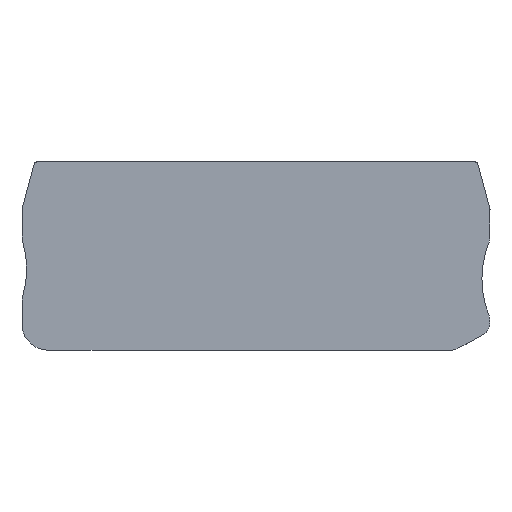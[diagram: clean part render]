
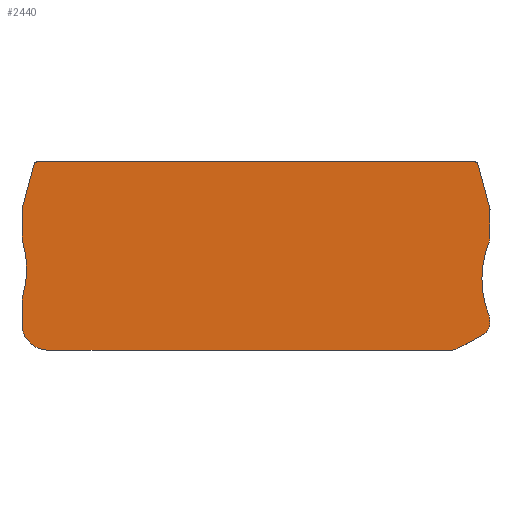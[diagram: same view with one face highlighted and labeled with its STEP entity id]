
A CAD part, top view. The second image highlights one B-rep face of the part: STEP entity #2440.
In plain terms, the highlighted planar face has unit normal (0, 0, 1).
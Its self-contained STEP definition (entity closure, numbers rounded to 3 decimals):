
#60=CARTESIAN_POINT('',(-30.168,-34.2,55.37));
#70=DIRECTION('',(0.,0.,1.));
#80=DIRECTION('',(1.,0.,0.));
#90=AXIS2_PLACEMENT_3D('',#60,#70,#80);
#100=CIRCLE('',#90,4.);
#110=CARTESIAN_POINT('',(-34.168,-34.2,55.37));
#120=VERTEX_POINT('',#110);
#130=CARTESIAN_POINT('',(-30.168,-38.2,55.37));
#140=VERTEX_POINT('',#130);
#150=EDGE_CURVE('',#120,#140,#100,.T.);
#500=CARTESIAN_POINT('',(-4.681,-22.352,55.37));
#510=DIRECTION('',(0.,0.,-1.));
#520=DIRECTION('',(-1.,0.,0.));
#530=AXIS2_PLACEMENT_3D('',#500,#510,#520);
#540=PLANE('',#530);
#550=CARTESIAN_POINT('',(36.87,-12.13,55.37));
#560=DIRECTION('',(-0.259,0.966,0.));
#570=VECTOR('',#560,1.);
#580=LINE('',#550,#570);
#590=CARTESIAN_POINT('',(38.015,-16.402,55.37));
#600=VERTEX_POINT('',#590);
#610=CARTESIAN_POINT('',(36.171,-9.521,55.37));
#620=VERTEX_POINT('',#610);
#630=EDGE_CURVE('',#600,#620,#580,.T.);
#640=ORIENTED_EDGE('',*,*,#630,.T.);
#650=CARTESIAN_POINT('',(37.532,-16.531,55.37));
#660=DIRECTION('',(0.,0.,-1.));
#670=DIRECTION('',(-1.,0.,0.));
#680=AXIS2_PLACEMENT_3D('',#650,#660,#670);
#690=CIRCLE('',#680,0.5);
#700=CARTESIAN_POINT('',(38.032,-16.531,55.37));
#710=VERTEX_POINT('',#700);
#720=EDGE_CURVE('',#600,#710,#690,.T.);
#730=ORIENTED_EDGE('',*,*,#720,.F.);
#740=CARTESIAN_POINT('',(38.032,-12.13,55.37));
#750=DIRECTION('',(0.,1.,0.));
#760=VECTOR('',#750,1.);
#770=LINE('',#740,#760);
#780=CARTESIAN_POINT('',(38.032,-20.796,55.37));
#790=VERTEX_POINT('',#780);
#800=EDGE_CURVE('',#790,#710,#770,.T.);
#810=ORIENTED_EDGE('',*,*,#800,.T.);
#820=CARTESIAN_POINT('',(36.032,-20.796,55.37));
#830=DIRECTION('',(0.,0.,1.));
#840=DIRECTION('',(1.,0.,0.));
#850=AXIS2_PLACEMENT_3D('',#820,#830,#840);
#860=CIRCLE('',#850,2.);
#870=CARTESIAN_POINT('',(37.885,-21.55,55.37));
#880=VERTEX_POINT('',#870);
#890=EDGE_CURVE('',#880,#790,#860,.T.);
#900=ORIENTED_EDGE('',*,*,#890,.T.);
#910=CARTESIAN_POINT('',(51.78,-27.2,55.37));
#920=DIRECTION('',(0.,0.,1.));
#930=DIRECTION('',(1.,0.,0.));
#940=AXIS2_PLACEMENT_3D('',#910,#920,#930);
#950=CIRCLE('',#940,15.);
#960=CARTESIAN_POINT('',(36.78,-27.2,55.37));
#970=VERTEX_POINT('',#960);
#980=EDGE_CURVE('',#880,#970,#950,.T.);
#990=ORIENTED_EDGE('',*,*,#980,.F.);
#1000=CARTESIAN_POINT('',(37.885,-32.85,55.37));
#1010=VERTEX_POINT('',#1000);
#1020=EDGE_CURVE('',#970,#1010,#950,.T.);
#1030=ORIENTED_EDGE('',*,*,#1020,.F.);
#1040=CARTESIAN_POINT('',(36.032,-33.604,55.37));
#1050=DIRECTION('',(0.,0.,1.));
#1060=DIRECTION('',(1.,0.,0.));
#1070=AXIS2_PLACEMENT_3D('',#1040,#1050,#1060);
#1080=CIRCLE('',#1070,2.);
#1090=CARTESIAN_POINT('',(38.032,-33.604,55.37));
#1100=VERTEX_POINT('',#1090);
#1110=EDGE_CURVE('',#1100,#1010,#1080,.T.);
#1120=ORIENTED_EDGE('',*,*,#1110,.T.);
#1130=CARTESIAN_POINT('',(38.032,-12.13,55.37));
#1140=DIRECTION('',(0.,1.,0.));
#1150=VECTOR('',#1140,1.);
#1160=LINE('',#1130,#1150);
#1170=CARTESIAN_POINT('',(38.032,-34.022,55.37));
#1180=VERTEX_POINT('',#1170);
#1190=EDGE_CURVE('',#1180,#1100,#1160,.T.);
#1200=ORIENTED_EDGE('',*,*,#1190,.T.);
#1210=CARTESIAN_POINT('',(36.032,-34.022,55.37));
#1220=DIRECTION('',(0.,0.,1.));
#1230=DIRECTION('',(1.,0.,0.));
#1240=AXIS2_PLACEMENT_3D('',#1210,#1220,#1230);
#1250=CIRCLE('',#1240,2.);
#1260=CARTESIAN_POINT('',(37.002,-35.771,55.37));
#1270=VERTEX_POINT('',#1260);
#1280=EDGE_CURVE('',#1270,#1180,#1250,.T.);
#1290=ORIENTED_EDGE('',*,*,#1280,.T.);
#1300=CARTESIAN_POINT('',(11.446,-49.95,55.37));
#1310=DIRECTION('',(0.874,0.485,0.));
#1320=VECTOR('',#1310,1.);
#1330=LINE('',#1300,#1320);
#1340=CARTESIAN_POINT('',(33.078,-37.949,55.37));
#1350=VERTEX_POINT('',#1340);
#1360=EDGE_CURVE('',#1350,#1270,#1330,.T.);
#1370=ORIENTED_EDGE('',*,*,#1360,.T.);
#1380=CARTESIAN_POINT('',(32.107,-36.2,55.37));
#1390=DIRECTION('',(0.,0.,1.));
#1400=DIRECTION('',(1.,0.,0.));
#1410=AXIS2_PLACEMENT_3D('',#1380,#1390,#1400);
#1420=CIRCLE('',#1410,2.);
#1430=CARTESIAN_POINT('',(32.107,-38.2,55.37));
#1440=VERTEX_POINT('',#1430);
#1450=EDGE_CURVE('',#1440,#1350,#1420,.T.);
#1460=ORIENTED_EDGE('',*,*,#1450,.T.);
#1470=CARTESIAN_POINT('',(11.446,-38.2,55.37));
#1480=DIRECTION('',(1.,0.,0.));
#1490=VECTOR('',#1480,1.);
#1500=LINE('',#1470,#1490);
#1510=EDGE_CURVE('',#140,#1440,#1500,.T.);
#1520=ORIENTED_EDGE('',*,*,#1510,.T.);
#1530=ORIENTED_EDGE('',*,*,#150,.T.);
#1540=CARTESIAN_POINT('',(-34.168,-12.13,55.37));
#1550=DIRECTION('',(0.,-1.,0.));
#1560=VECTOR('',#1550,1.);
#1570=LINE('',#1540,#1560);
#1580=CARTESIAN_POINT('',(-34.168,-30.497,55.37));
#1590=VERTEX_POINT('',#1580);
#1600=EDGE_CURVE('',#1590,#120,#1570,.T.);
#1610=ORIENTED_EDGE('',*,*,#1600,.T.);
#1620=CARTESIAN_POINT('',(-32.168,-30.497,55.37));
#1630=DIRECTION('',(0.,0.,1.));
#1640=DIRECTION('',(1.,0.,0.));
#1650=AXIS2_PLACEMENT_3D('',#1620,#1630,#1640);
#1660=CIRCLE('',#1650,2.);
#1670=CARTESIAN_POINT('',(-34.087,-29.933,55.37));
#1680=VERTEX_POINT('',#1670);
#1690=EDGE_CURVE('',#1680,#1590,#1660,.T.);
#1700=ORIENTED_EDGE('',*,*,#1690,.T.);
#1710=CARTESIAN_POINT('',(-48.477,-25.7,55.37));
#1720=DIRECTION('',(0.,0.,1.));
#1730=DIRECTION('',(1.,0.,0.));
#1740=AXIS2_PLACEMENT_3D('',#1710,#1720,#1730);
#1750=CIRCLE('',#1740,15.);
#1760=CARTESIAN_POINT('',(-33.477,-25.7,55.37));
#1770=VERTEX_POINT('',#1760);
#1780=EDGE_CURVE('',#1680,#1770,#1750,.T.);
#1790=ORIENTED_EDGE('',*,*,#1780,.F.);
#1800=CARTESIAN_POINT('',(-34.087,-21.467,55.37));
#1810=VERTEX_POINT('',#1800);
#1820=EDGE_CURVE('',#1770,#1810,#1750,.T.);
#1830=ORIENTED_EDGE('',*,*,#1820,.F.);
#1840=CARTESIAN_POINT('',(-32.168,-20.903,55.37));
#1850=DIRECTION('',(0.,0.,1.));
#1860=DIRECTION('',(1.,0.,0.));
#1870=AXIS2_PLACEMENT_3D('',#1840,#1850,#1860);
#1880=CIRCLE('',#1870,2.);
#1890=CARTESIAN_POINT('',(-34.168,-20.903,55.37));
#1900=VERTEX_POINT('',#1890);
#1910=EDGE_CURVE('',#1900,#1810,#1880,.T.);
#1920=ORIENTED_EDGE('',*,*,#1910,.T.);
#1930=CARTESIAN_POINT('',(-34.168,-12.13,55.37));
#1940=DIRECTION('',(0.,-1.,0.));
#1950=VECTOR('',#1940,1.);
#1960=LINE('',#1930,#1950);
#1970=CARTESIAN_POINT('',(-34.168,-16.531,55.37));
#1980=VERTEX_POINT('',#1970);
#1990=EDGE_CURVE('',#1980,#1900,#1960,.T.);
#2000=ORIENTED_EDGE('',*,*,#1990,.T.);
#2010=CARTESIAN_POINT('',(-33.668,-16.531,55.37));
#2020=DIRECTION('',(0.,0.,-1.));
#2030=DIRECTION('',(-1.,0.,0.));
#2040=AXIS2_PLACEMENT_3D('',#2010,#2020,#2030);
#2050=CIRCLE('',#2040,0.5);
#2060=CARTESIAN_POINT('',(-34.151,-16.402,55.37));
#2070=VERTEX_POINT('',#2060);
#2080=EDGE_CURVE('',#1980,#2070,#2050,.T.);
#2090=ORIENTED_EDGE('',*,*,#2080,.F.);
#2100=CARTESIAN_POINT('',(-33.006,-12.13,55.37));
#2110=DIRECTION('',(-0.259,-0.966,0.));
#2120=VECTOR('',#2110,1.);
#2130=LINE('',#2100,#2120);
#2140=CARTESIAN_POINT('',(-32.307,-9.521,55.37));
#2150=VERTEX_POINT('',#2140);
#2160=EDGE_CURVE('',#2150,#2070,#2130,.T.);
#2170=ORIENTED_EDGE('',*,*,#2160,.T.);
#2180=CARTESIAN_POINT('',(-31.824,-9.65,55.37));
#2190=DIRECTION('',(0.,0.,1.));
#2200=DIRECTION('',(1.,0.,0.));
#2210=AXIS2_PLACEMENT_3D('',#2180,#2190,#2200);
#2220=CIRCLE('',#2210,0.5);
#2230=CARTESIAN_POINT('',(-31.824,-9.15,55.37));
#2240=VERTEX_POINT('',#2230);
#2250=EDGE_CURVE('',#2240,#2150,#2220,.T.);
#2260=ORIENTED_EDGE('',*,*,#2250,.T.);
#2270=CARTESIAN_POINT('',(11.446,-9.15,55.37));
#2280=DIRECTION('',(-1.,0.,0.));
#2290=VECTOR('',#2280,1.);
#2300=LINE('',#2270,#2290);
#2310=CARTESIAN_POINT('',(35.688,-9.15,55.37));
#2320=VERTEX_POINT('',#2310);
#2330=EDGE_CURVE('',#2320,#2240,#2300,.T.);
#2340=ORIENTED_EDGE('',*,*,#2330,.T.);
#2350=CARTESIAN_POINT('',(35.688,-9.65,55.37));
#2360=DIRECTION('',(0.,0.,1.));
#2370=DIRECTION('',(1.,0.,0.));
#2380=AXIS2_PLACEMENT_3D('',#2350,#2360,#2370);
#2390=CIRCLE('',#2380,0.5);
#2400=EDGE_CURVE('',#620,#2320,#2390,.T.);
#2410=ORIENTED_EDGE('',*,*,#2400,.T.);
#2420=EDGE_LOOP('',(#2410,#2340,#2260,#2170,#2090,#2000,#1920,#1830,
#1790,#1700,#1610,#1530,#1520,#1460,#1370,#1290,#1200,#1120,#1030,#990,
#900,#810,#730,#640));
#2430=FACE_OUTER_BOUND('',#2420,.T.);
#2440=ADVANCED_FACE('',(#2430),#540,.F.);
